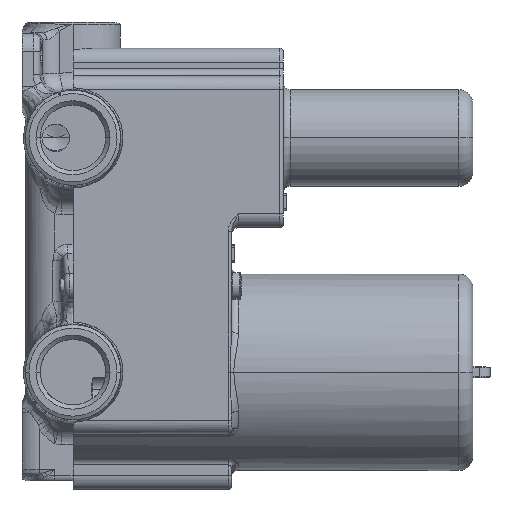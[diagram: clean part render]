
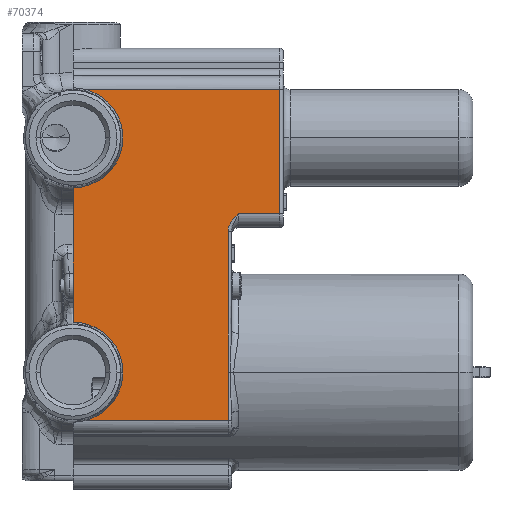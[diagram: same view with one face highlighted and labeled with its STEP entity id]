
A CAD part, top view. The second image highlights one B-rep face of the part: STEP entity #70374.
In plain terms, the highlighted planar face has unit normal (0, 0, 1).
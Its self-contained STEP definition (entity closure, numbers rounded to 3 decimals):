
#20809=CARTESIAN_POINT('',(0.,0.,29.));
#20810=DIRECTION('',(0.,0.,-1.));
#20811=DIRECTION('',(0.26,0.966,0.));
#20812=AXIS2_PLACEMENT_3D('',#20809,#20810,#20811);
#20814=DIRECTION('',(-1.,0.,0.));
#20815=VECTOR('',#20814,56.225);
#20816=CARTESIAN_POINT('',(60.,14.,29.));
#20817=LINE('',#20816,#20815);
#20818=DIRECTION('',(0.,-1.,0.));
#20819=VECTOR('',#20818,36.);
#20820=CARTESIAN_POINT('',(60.,14.,29.));
#20821=LINE('',#20820,#20819);
#20822=DIRECTION('',(-1.,0.,0.));
#20823=VECTOR('',#20822,12.);
#20824=CARTESIAN_POINT('',(60.,-22.,29.));
#20825=LINE('',#20824,#20823);
#20826=CARTESIAN_POINT('',(45.,-27.196,29.));
#20827=CARTESIAN_POINT('',(45.,-27.087,
29.));
#20828=CARTESIAN_POINT('',(45.009,-26.864,
29.));
#20829=CARTESIAN_POINT('',(45.051,-26.52,
29.));
#20830=CARTESIAN_POINT('',(45.123,-26.163,
29.));
#20831=CARTESIAN_POINT('',(45.229,-25.794,
29.));
#20832=CARTESIAN_POINT('',(45.372,-25.411,
29.));
#20833=CARTESIAN_POINT('',(45.555,-25.014,
29.));
#20834=CARTESIAN_POINT('',(45.787,-24.595,
29.));
#20835=CARTESIAN_POINT('',(46.077,-24.149,
29.));
#20836=CARTESIAN_POINT('',(46.439,-23.669,
29.));
#20837=CARTESIAN_POINT('',(46.881,-23.152,
29.));
#20838=CARTESIAN_POINT('',(47.404,-22.597,
29.));
#20839=CARTESIAN_POINT('',(47.795,-22.205,
29.));
#20840=CARTESIAN_POINT('',(48.,-22.,29.));
#20842=DIRECTION('',(-1.,0.,0.));
#20843=VECTOR('',#20842,41.225);
#20844=CARTESIAN_POINT('',(45.,-82.,29.));
#20845=LINE('',#20844,#20843);
#20846=CARTESIAN_POINT('',(0.,-68.,29.));
#20847=DIRECTION('',(0.,0.,-1.));
#20848=DIRECTION('',(0.,1.,0.));
#20849=AXIS2_PLACEMENT_3D('',#20846,#20847,#20848);
#21406=DIRECTION('',(0.,1.,0.));
#21407=VECTOR('',#21406,54.804);
#21408=CARTESIAN_POINT('',(45.,-82.,29.));
#21409=LINE('',#21408,#21407);
#26393=DIRECTION('',(0.,-1.,0.));
#26394=VECTOR('',#26393,39.);
#26395=CARTESIAN_POINT('',(0.,-14.5,29.));
#26396=LINE('',#26395,#26394);
#34197=CARTESIAN_POINT('',(0.,-53.5,29.));
#34199=VERTEX_POINT('',#34197);
#34215=CARTESIAN_POINT('',(3.775,-82.,29.));
#34216=VERTEX_POINT('',#34215);
#34663=CARTESIAN_POINT('',(0.,-14.5,29.));
#34665=VERTEX_POINT('',#34663);
#34673=CARTESIAN_POINT('',(3.775,14.,29.));
#34674=VERTEX_POINT('',#34673);
#34836=CARTESIAN_POINT('',(48.,-22.,29.));
#34837=VERTEX_POINT('',#34836);
#34840=CARTESIAN_POINT('',(60.,-22.,29.));
#34841=VERTEX_POINT('',#34840);
#34896=CARTESIAN_POINT('',(60.,14.,29.));
#34897=VERTEX_POINT('',#34896);
#35017=CARTESIAN_POINT('',(45.,-82.,29.));
#35018=VERTEX_POINT('',#35017);
#35023=VERTEX_POINT('',#20826);
#70350=CARTESIAN_POINT('',(0.,26.,29.));
#70351=DIRECTION('',(0.,0.,1.));
#70352=DIRECTION('',(0.,-1.,0.));
#70353=AXIS2_PLACEMENT_3D('',#70350,#70351,#70352);
#70354=PLANE('',#70353);
#70356=ORIENTED_EDGE('',*,*,#70355,.F.);
#70358=ORIENTED_EDGE('',*,*,#70357,.F.);
#70360=ORIENTED_EDGE('',*,*,#70359,.T.);
#70362=ORIENTED_EDGE('',*,*,#70361,.T.);
#70364=ORIENTED_EDGE('',*,*,#70363,.F.);
#70366=ORIENTED_EDGE('',*,*,#70365,.F.);
#70368=ORIENTED_EDGE('',*,*,#70367,.T.);
#70369=ORIENTED_EDGE('',*,*,#70330,.F.);
#70371=ORIENTED_EDGE('',*,*,#70370,.F.);
#70372=EDGE_LOOP('',(#70356,#70358,#70360,#70362,#70364,#70366,#70368,#70369,
#70371));
#70373=FACE_OUTER_BOUND('',#70372,.F.);
#70374=ADVANCED_FACE('',(#70373),#70354,.T.);
#20813=CIRCLE('',#20812,14.5);
#20841=B_SPLINE_CURVE_WITH_KNOTS('',3,(#20826,#20827,#20828,#20829,#20830,
#20831,#20832,#20833,#20834,#20835,#20836,#20837,#20838,#20839,#20840),
.UNSPECIFIED.,.F.,.F.,(4,1,1,1,1,1,1,1,1,1,1,1,4),(0.,0.083,
0.167,0.25,0.333,0.417,0.5,
0.583,0.667,0.75,0.833,0.917,
1.),.UNSPECIFIED.);
#20850=CIRCLE('',#20849,14.5);
#70330=EDGE_CURVE('',#34199,#34216,#20850,.T.);
#70355=EDGE_CURVE('',#34674,#34665,#20813,.T.);
#70357=EDGE_CURVE('',#34897,#34674,#20817,.T.);
#70359=EDGE_CURVE('',#34897,#34841,#20821,.T.);
#70361=EDGE_CURVE('',#34841,#34837,#20825,.T.);
#70363=EDGE_CURVE('',#35023,#34837,#20841,.T.);
#70365=EDGE_CURVE('',#35018,#35023,#21409,.T.);
#70367=EDGE_CURVE('',#35018,#34216,#20845,.T.);
#70370=EDGE_CURVE('',#34665,#34199,#26396,.T.);
